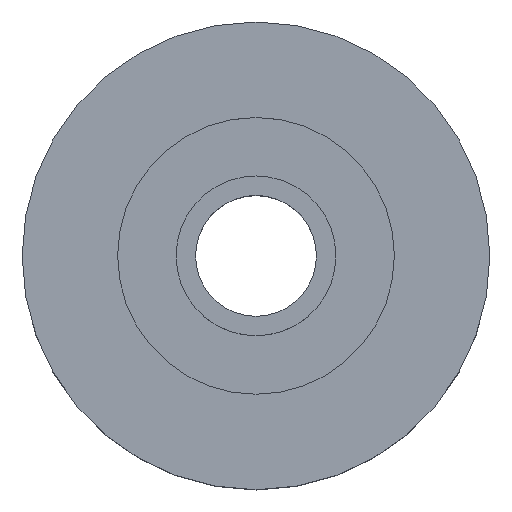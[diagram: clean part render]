
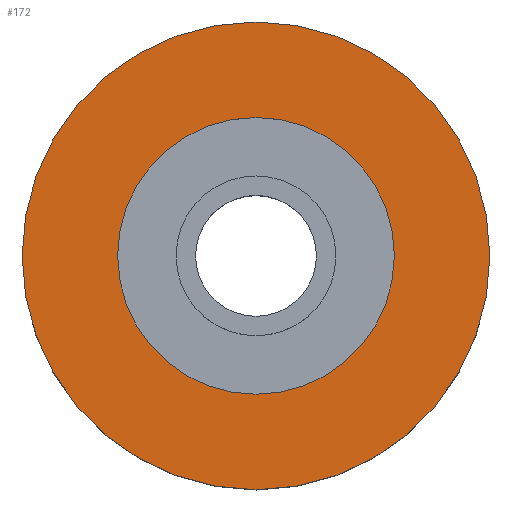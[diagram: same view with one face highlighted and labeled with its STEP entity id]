
A CAD part, top view. The second image highlights one B-rep face of the part: STEP entity #172.
In plain terms, the highlighted planar face has unit normal (0, 0, 1).
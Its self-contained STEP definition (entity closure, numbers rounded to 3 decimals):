
#20=PLANE('',#197);
#30=FACE_BOUND('',#68,.T.);
#45=FACE_OUTER_BOUND('',#67,.T.);
#67=EDGE_LOOP('',(#142));
#68=EDGE_LOOP('',(#143));
#90=CIRCLE('',#196,3.55);
#91=CIRCLE('',#198,6.);
#105=VERTEX_POINT('',#296);
#106=VERTEX_POINT('',#299);
#120=EDGE_CURVE('',#105,#105,#90,.T.);
#121=EDGE_CURVE('',#106,#106,#91,.T.);
#142=ORIENTED_EDGE('',*,*,#121,.F.);
#143=ORIENTED_EDGE('',*,*,#120,.T.);
#172=ADVANCED_FACE('',(#45,#30),#20,.T.);
#196=AXIS2_PLACEMENT_3D('',#297,#242,#243);
#197=AXIS2_PLACEMENT_3D('',#298,#244,#245);
#198=AXIS2_PLACEMENT_3D('',#300,#246,#247);
#242=DIRECTION('center_axis',(0.,0.,-1.));
#243=DIRECTION('ref_axis',(1.,0.,0.));
#244=DIRECTION('center_axis',(0.,0.,1.));
#245=DIRECTION('ref_axis',(1.,0.,0.));
#246=DIRECTION('center_axis',(0.,0.,-1.));
#247=DIRECTION('ref_axis',(1.,0.,0.));
#296=CARTESIAN_POINT('',(0.,3.55,2.));
#297=CARTESIAN_POINT('Origin',(0.,0.,2.));
#298=CARTESIAN_POINT('Origin',(0.,6.,2.));
#299=CARTESIAN_POINT('',(0.,6.,2.));
#300=CARTESIAN_POINT('Origin',(0.,0.,2.));
